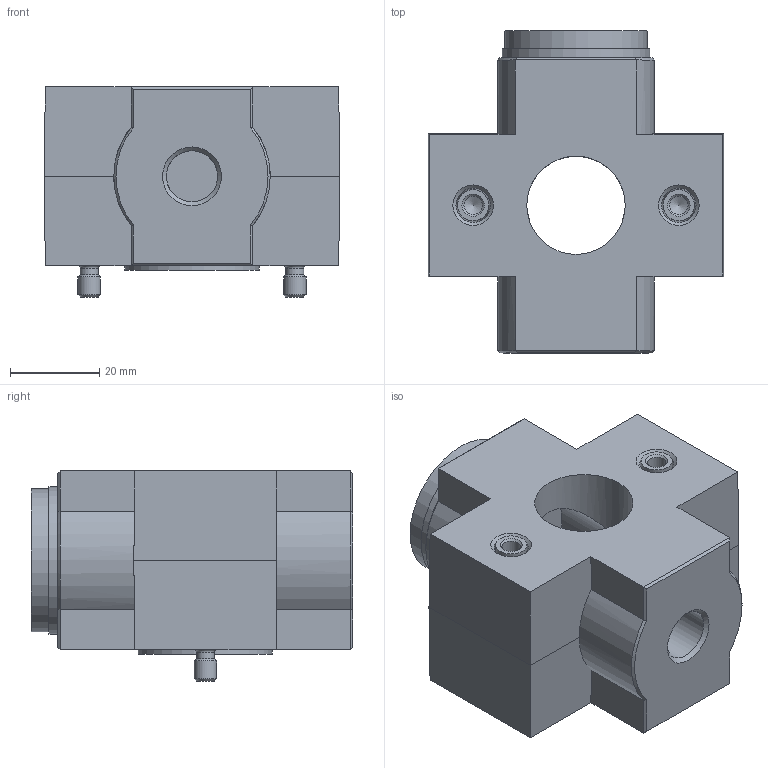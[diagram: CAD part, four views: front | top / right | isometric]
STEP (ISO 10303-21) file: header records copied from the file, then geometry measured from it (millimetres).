
FILE_DESCRIPTION(/* description */ ('STEP AP214'),/* implementation_level */ '2;1');
FILE_NAME(/* name */ '162787_FRZ-D-MAXI',/* time_stamp */ '2024-08-28T19:13:48+02:00',/* author */ ('License CC BY-ND 4.0'),/* organization */ ('CADENAS'),/* preprocessor_version */ 'ST-DEVELOPER v19.3',/* originating_system */ 'PARTsolutions',/* authorisation */ ' ');
FILE_SCHEMA (('AUTOMOTIVE_DESIGN {1 0 10303 214 3 1 1}'));
Length unit declared in the file: millimetre
Products named in the file (6): 162787 FRZ-D-MAXI; 733298 FRZ-D-MAXI; DIN-908 G3/4A; 2227 O-3/4; 235301 FRZ-D-MAXI; 234380 FRZ-MAXI-O-RING
Assembly tree (6 placements, depth 2):
  162787 FRZ-D-MAXI
    733298 FRZ-D-MAXI
    DIN-908 G3/4A
    2227 O-3/4
    235301 FRZ-D-MAXI  x2
    234380 FRZ-MAXI-O-RING
Bounding box: 66 x 72 x 47 mm (x, y, z)
Volume: 106708.5 mm3; surface area: 30165.6 mm2
Topology: 6 solids, 6 shells, 123 faces, 268 edges, 163 vertices
Faces by surface type: plane 59, cone 38, cylinder 23, torus 3
Full cylindrical faces by diameter (mm): 4.019 x2, 4.134 x2, 5 x2, 7 x2, 11.445 x1, 14.7 x1, 22 x1, 22.5 x1, 24.117 x1, 26.441 x1, 26.5 x1, 30 x2, 32 x1, 33 x1
Entity records: 3058 total; most frequent: CARTESIAN_POINT 580, DIRECTION 496, ORIENTED_EDGE 404, EDGE_CURVE 202, AXIS2_PLACEMENT_3D 195, FACE_BOUND 172, EDGE_LOOP 170, VERTEX_POINT 148
